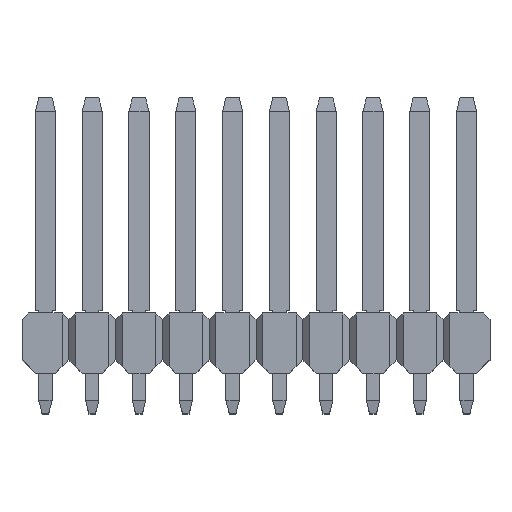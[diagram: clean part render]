
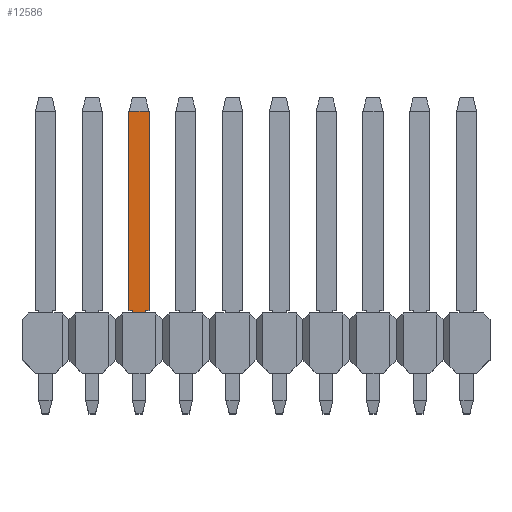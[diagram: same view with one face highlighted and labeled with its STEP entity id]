
A CAD part, top view. The second image highlights one B-rep face of the part: STEP entity #12586.
In plain terms, the highlighted planar face has unit normal (0, 0, 1).
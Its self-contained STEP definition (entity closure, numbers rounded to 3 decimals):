
#269=DIRECTION('',(1.,0.,0.));
#270=VECTOR('',#269,1.);
#271=CARTESIAN_POINT('',(-9.25,2.25,3.375));
#272=LINE('',#271,#270);
#1509=DIRECTION('',(1.,0.,0.));
#1510=VECTOR('',#1509,1.5);
#1511=CARTESIAN_POINT('',(-9.5,17.34,3.375));
#1512=LINE('',#1511,#1510);
#1513=DIRECTION('',(0.,1.,0.));
#1514=VECTOR('',#1513,14.89);
#1515=CARTESIAN_POINT('',(-8.,2.45,3.375));
#1516=LINE('',#1515,#1514);
#1517=DIRECTION('',(1.,0.,0.));
#1518=VECTOR('',#1517,0.25);
#1519=CARTESIAN_POINT('',(-8.25,2.45,3.375));
#1520=LINE('',#1519,#1518);
#1521=DIRECTION('',(0.,1.,0.));
#1522=VECTOR('',#1521,0.2);
#1523=CARTESIAN_POINT('',(-8.25,2.25,3.375));
#1524=LINE('',#1523,#1522);
#1525=DIRECTION('',(0.,-1.,0.));
#1526=VECTOR('',#1525,0.2);
#1527=CARTESIAN_POINT('',(-9.25,2.45,3.375));
#1528=LINE('',#1527,#1526);
#1529=DIRECTION('',(1.,0.,0.));
#1530=VECTOR('',#1529,0.25);
#1531=CARTESIAN_POINT('',(-9.5,2.45,3.375));
#1532=LINE('',#1531,#1530);
#1533=DIRECTION('',(0.,-1.,0.));
#1534=VECTOR('',#1533,14.89);
#1535=CARTESIAN_POINT('',(-9.5,17.34,3.375));
#1536=LINE('',#1535,#1534);
#8969=CARTESIAN_POINT('',(-9.5,2.45,3.375));
#8970=CARTESIAN_POINT('',(-9.25,2.45,3.375));
#8971=VERTEX_POINT('',#8969);
#8972=VERTEX_POINT('',#8970);
#8973=CARTESIAN_POINT('',(-8.25,2.45,3.375));
#8974=CARTESIAN_POINT('',(-8.,2.45,3.375));
#8975=VERTEX_POINT('',#8973);
#8976=VERTEX_POINT('',#8974);
#8981=CARTESIAN_POINT('',(-9.25,2.25,3.375));
#8982=CARTESIAN_POINT('',(-8.25,2.25,3.375));
#8983=VERTEX_POINT('',#8981);
#8984=VERTEX_POINT('',#8982);
#9193=CARTESIAN_POINT('',(-9.5,17.34,3.375));
#9194=CARTESIAN_POINT('',(-8.,17.34,3.375));
#9195=VERTEX_POINT('',#9193);
#9196=VERTEX_POINT('',#9194);
#12570=CARTESIAN_POINT('',(7.,0.,3.375));
#12571=DIRECTION('',(0.,0.,1.));
#12572=DIRECTION('',(1.,0.,0.));
#12573=AXIS2_PLACEMENT_3D('',#12570,#12571,#12572);
#12574=PLANE('',#12573);
#12575=ORIENTED_EDGE('',*,*,#11222,.T.);
#12576=ORIENTED_EDGE('',*,*,#12524,.F.);
#12577=ORIENTED_EDGE('',*,*,#12538,.F.);
#12578=ORIENTED_EDGE('',*,*,#12550,.F.);
#12579=ORIENTED_EDGE('',*,*,#10603,.F.);
#12580=ORIENTED_EDGE('',*,*,#12409,.F.);
#12582=ORIENTED_EDGE('',*,*,#12581,.F.);
#12583=ORIENTED_EDGE('',*,*,#12470,.F.);
#12584=EDGE_LOOP('',(#12575,#12576,#12577,#12578,#12579,#12580,#12582,#12583));
#12585=FACE_OUTER_BOUND('',#12584,.F.);
#12586=ADVANCED_FACE('',(#12585),#12574,.T.);
#10603=EDGE_CURVE('',#8983,#8984,#272,.T.);
#11222=EDGE_CURVE('',#9195,#9196,#1512,.T.);
#12409=EDGE_CURVE('',#8972,#8983,#1528,.T.);
#12470=EDGE_CURVE('',#9195,#8971,#1536,.T.);
#12524=EDGE_CURVE('',#8976,#9196,#1516,.T.);
#12538=EDGE_CURVE('',#8975,#8976,#1520,.T.);
#12550=EDGE_CURVE('',#8984,#8975,#1524,.T.);
#12581=EDGE_CURVE('',#8971,#8972,#1532,.T.);
